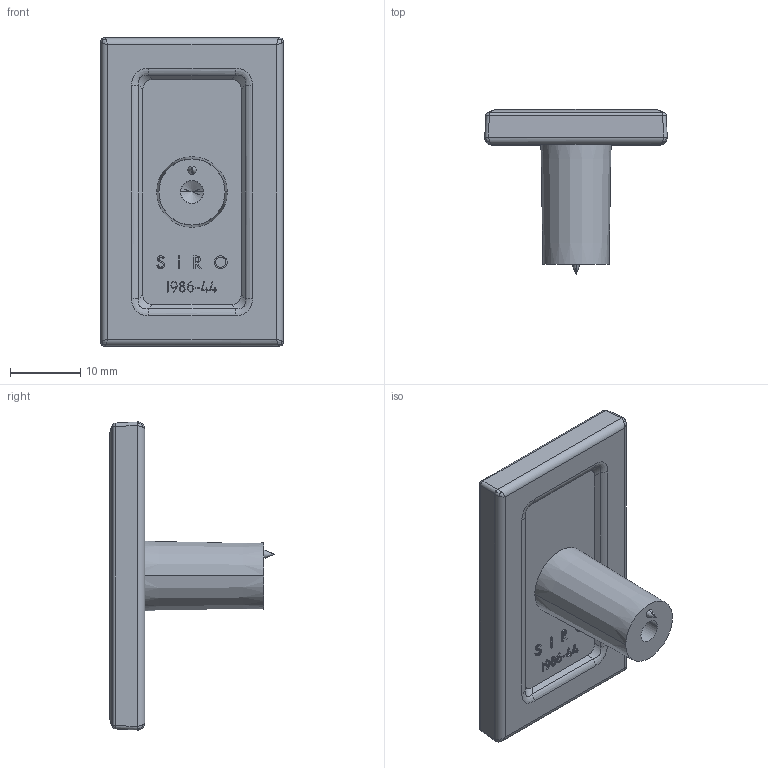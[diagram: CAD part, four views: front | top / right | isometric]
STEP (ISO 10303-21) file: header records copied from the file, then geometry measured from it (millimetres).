
FILE_DESCRIPTION(('Creo Elements/Direct Modeling STEP Export'),'2;1');
FILE_NAME('1986-44.stp','2024-09-16T11:25:07',(''),(''),'Creo Elements/Direct Modeling STEP processor for AP214 (Solid Model)','Creo Elements/Direct Modeling 20.0 12-Nov-2016 (C) Parametric Technology GmbH','');
FILE_SCHEMA(('AUTOMOTIVE_DESIGN { 1 0 10303 214 1 1 1 1 }'));
Length unit declared in the file: millimetre
Products named in the file (2): Knopf
Assembly tree (1 placements, depth 2):
  Knopf
    Knopf
Bounding box: 26 x 23.5 x 43.89 mm (x, y, z)
Volume: 5103 mm3; surface area: 3760.8 mm2
Topology: 1 solids, 1 shells, 429 faces, 1129 edges, 710 vertices
Faces by surface type: plane 284, bspline 74, cylinder 60, cone 6, sphere 4, torus 1
Entity records: 20198 total; most frequent: CARTESIAN_POINT 10436, ORIENTED_EDGE 2226, DIRECTION 1639, EDGE_CURVE 1113, VECTOR 833, LINE 833, VERTEX_POINT 710, EDGE_LOOP 453
